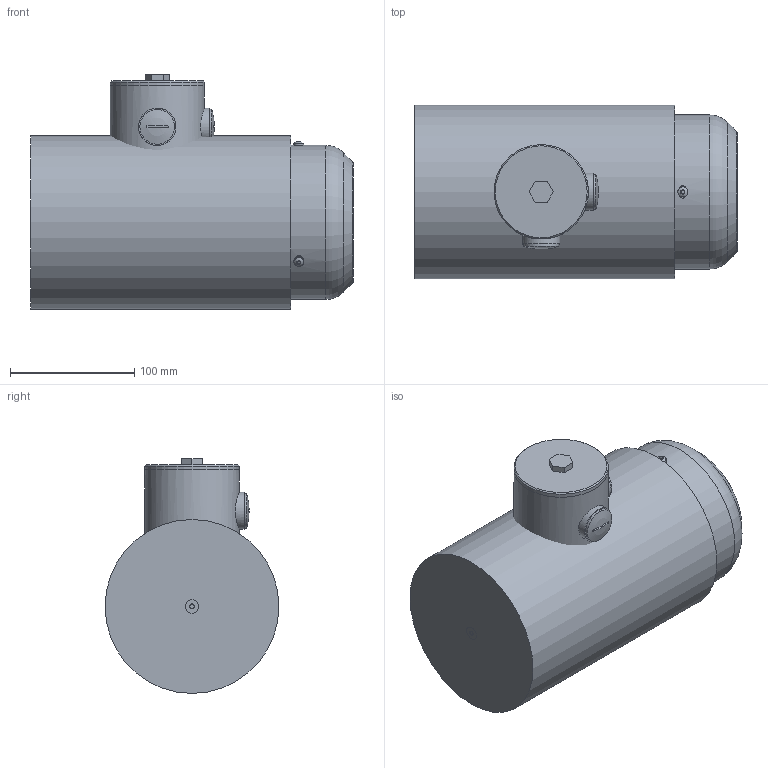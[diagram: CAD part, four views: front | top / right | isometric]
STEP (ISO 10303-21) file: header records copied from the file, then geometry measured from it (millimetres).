
FILE_DESCRIPTION(/* description */ (''),/* implementation_level */ '2;1');
FILE_NAME(/* name */ 'TEFC 63-4 B14 FT75 0,18KW',/* time_stamp */ '2019-11-06T10:24:02+01:00',/* author */ (''),/* organization */ (''),/* preprocessor_version */ 'ST-DEVELOPER v16.5',/* originating_system */ 'HiCAD 2017 2201.1 Build 351',/* authorisation */ '');
FILE_SCHEMA (('AUTOMOTIVE_DESIGN { 1 0 10303 214 1 1 1 1 }'));
Products named in the file (76): Root; TENV 63-4 B5 FF115 0,18KW; GEHÄUSE BG 63; ROTATIONSTEIL_0; O-Ring Ø18x2; TORUS_0; Deckel Ø 76; ROTATIONSTEIL_3_22; O-Ring für KlKa- Edelstahlmotor Ø72x2,5; TORUS_1_10; Blindverschraubung M20x1,5; TRANSLATIONSTEIL_2_20; O-Ring Ø105x2; Wellendichtring VIA-15A 15x30x7; Baugruppe _Stefa-Gamma-Ring (Dichtungsring); Stefa-Gamma-Ring Ø15xØ45x5; Metallteil; Lüfter TEFC 63; ROTATIONSTEIL_1; Rotor TEFC 63-4; Stator TEFC 63-4; ROTATIONSTEIL_2; ROTATIONSTEIL_3; Haube TEFC 63; Schrauben für Haube_Baugruppe; ISO 14583-M4x6-A2-70_Flachkopfschrauben; DIN 471-11x1_Sicherungsringe; WELLE Ø11X216,5; DIN 625 - 6202_Kugellager_0; N625KUG; Welle Ø11x23 _ 249,5 lang; Wellenscheibe Ø20xØ15x3; Gewindestangen M5x185_Baugruppe; Gewindestange M5x185; Unterlegscheiben 5,3x13x1,6_Baugruppe; ISO 7089-5-200 HV-St_Scheiben; O-Ring Ø5x2_Baugruppe; O-Ring Ø5x2; Hutmuttern_0; DIN 1587-M5-6_Hutmuttern_0 ...
Assembly tree (75 placements, depth 6):
  Root
    TENV 63-4 B5 FF115 0,18KW
      GEHÄUSE BG 63
        ROTATIONSTEIL_0
        O-Ring Ø18x2
          TORUS_0
        Deckel Ø 76
          ROTATIONSTEIL_3_22
          O-Ring für KlKa- Edelstahlmotor Ø72x2,5
            TORUS_1_10
        Blindverschraubung M20x1,5
          TRANSLATIONSTEIL_2_20
          Blindverschraubung M20x1,5
            TRANSLATIONSTEIL_2_20
      O-Ring Ø105x2
        TORUS_0
      O-Ring Ø105x2
        TORUS_0
      Wellendichtring VIA-15A 15x30x7
      Baugruppe _Stefa-Gamma-Ring (Dichtungsring)
        Stefa-Gamma-Ring Ø15xØ45x5
        Metallteil
      Lüfter TEFC 63
        ROTATIONSTEIL_1
      Rotor TEFC 63-4
        ROTATIONSTEIL_1
      Stator TEFC 63-4
        ROTATIONSTEIL_2
        ROTATIONSTEIL_3
      Haube TEFC 63
        ROTATIONSTEIL_0
        Schrauben für Haube_Baugruppe
          ISO 14583-M4x6-A2-70_Flachkopfschrauben
          ISO 14583-M4x6-A2-70_Flachkopfschrauben
          ISO 14583-M4x6-A2-70_Flachkopfschrauben
      DIN 471-11x1_Sicherungsringe
      WELLE Ø11X216,5
        DIN 625 - 6202_Kugellager_0
          N625KUG
          N625KUG
        DIN 625 - 6202_Kugellager_0
          N625KUG
          N625KUG
        Welle Ø11x23 _ 249,5 lang
        Wellenscheibe Ø20xØ15x3
          ROTATIONSTEIL_0
      Wellendichtring VIA-15A 15x30x7
      Gewindestangen M5x185_Baugruppe
        Gewindestange M5x185
        Gewindestange M5x185
        Gewindestange M5x185
        Gewindestange M5x185
      Unterlegscheiben 5,3x13x1,6_Baugruppe
        ISO 7089-5-200 HV-St_Scheiben
        ISO 7089-5-200 HV-St_Scheiben
        ISO 7089-5-200 HV-St_Scheiben
        ISO 7089-5-200 HV-St_Scheiben
        O-Ring Ø5x2_Baugruppe
          O-Ring Ø5x2
            TORUS_0
Bounding box: 259.99 x 140 x 189 mm (x, y, z)
Volume: 4646722.7 mm3; surface area: 624086.7 mm2
Topology: 61 solids, 61 shells, 1042 faces, 2410 edges, 1539 vertices
Faces by surface type: cylinder 450, plane 381, torus 96, cone 78, bspline 24, sphere 13
Full cylindrical faces by diameter (mm): 1.5 x2, 3.387 x1, 4 x3, 4.019 x4, 4.2 x4, 4.5 x4, 5 x17, 5.3 x4, 5.5 x4, 7.5 x4, 8 x3, 9 x4, 10 x7, 10.2 x1, 11 x1, 12 x1, 15 x7, 17 x4, 17.6 x1, 18 x8, 18.16 x1, 18.177 x2, 20 x6, 20.3 x4, 21 x2, 21.52 x4, 26 x4, 28 x4, 28.48 x4, 29.7 x4
Entity records: 60186 total; most frequent: CARTESIAN_POINT 15335, DIRECTION 5283, PRESENTATION_STYLE_ASSIGNMENT 4209, COLOUR_RGB 4171, OVER_RIDING_STYLED_ITEM 4157, DRAUGHTING_PRE_DEFINED_CURVE_FONT 4146, CURVE_STYLE 4146, ORIENTED_EDGE 4146
